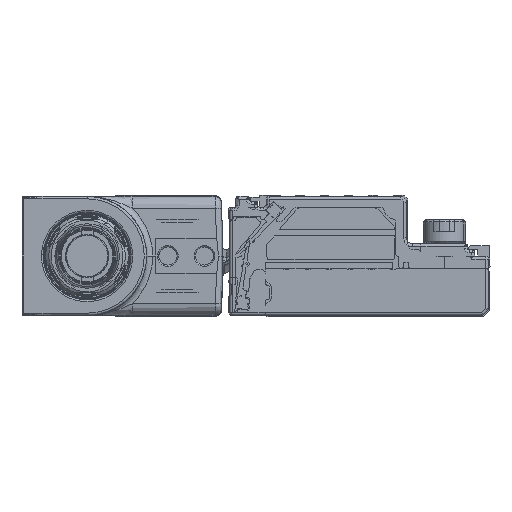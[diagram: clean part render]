
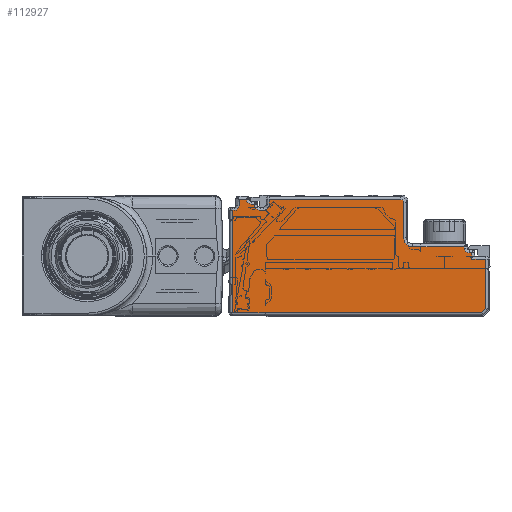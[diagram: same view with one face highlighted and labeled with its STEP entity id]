
A CAD part, left-side view. The second image highlights one B-rep face of the part: STEP entity #112927.
In plain terms, the highlighted planar face has unit normal (-1, 0, 0).
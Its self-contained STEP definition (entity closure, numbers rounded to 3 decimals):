
#112734=AXIS2_PLACEMENT_3D('Circle Axis2P3D',#112732,#112733,$) ;
#112747=AXIS2_PLACEMENT_3D('Plane Axis2P3D',#112744,#112745,#112746) ;
#112767=AXIS2_PLACEMENT_3D('Circle Axis2P3D',#112765,#112766,$) ;
#112786=AXIS2_PLACEMENT_3D('Circle Axis2P3D',#112784,#112785,$) ;
#112807=AXIS2_PLACEMENT_3D('Circle Axis2P3D',#112805,#112806,$) ;
#112821=AXIS2_PLACEMENT_3D('Circle Axis2P3D',#112819,#112820,$) ;
#112835=AXIS2_PLACEMENT_3D('Circle Axis2P3D',#112833,#112834,$) ;
#112856=AXIS2_PLACEMENT_3D('Circle Axis2P3D',#112854,#112855,$) ;
#112383=CARTESIAN_POINT('Vertex',(-978.,4.2,3.5)) ;
#112390=CARTESIAN_POINT('Vertex',(-978.,12.7,3.5)) ;
#112393=CARTESIAN_POINT('Line Origine',(-978.,21.5,3.5)) ;
#112729=CARTESIAN_POINT('Vertex',(-978.,14.2,5.)) ;
#112732=CARTESIAN_POINT('Axis2P3D Location',(-978.,12.7,5.)) ;
#112744=CARTESIAN_POINT('Axis2P3D Location',(-978.,0.2,-7.8)) ;
#112749=CARTESIAN_POINT('Line Origine',(-978.,3.,2.)) ;
#112753=CARTESIAN_POINT('Vertex',(-978.,3.,1.5)) ;
#112755=CARTESIAN_POINT('Vertex',(-978.,3.,2.5)) ;
#112758=CARTESIAN_POINT('Line Origine',(-978.,3.2,2.5)) ;
#112762=CARTESIAN_POINT('Vertex',(-978.,3.4,2.5)) ;
#112765=CARTESIAN_POINT('Axis2P3D Location',(-978.,3.4,3.3)) ;
#112769=CARTESIAN_POINT('Vertex',(-978.,4.2,3.3)) ;
#112772=CARTESIAN_POINT('Line Origine',(-978.,4.2,3.4)) ;
#112777=CARTESIAN_POINT('Line Origine',(-978.,14.2,7.9)) ;
#112781=CARTESIAN_POINT('Vertex',(-978.,14.2,10.8)) ;
#112784=CARTESIAN_POINT('Axis2P3D Location',(-978.,14.7,10.8)) ;
#112788=CARTESIAN_POINT('Vertex',(-978.,14.7,11.3)) ;
#112791=CARTESIAN_POINT('Line Origine',(-978.,25.5,11.3)) ;
#112795=CARTESIAN_POINT('Vertex',(-978.,36.3,11.3)) ;
#112798=CARTESIAN_POINT('Line Origine',(-978.,36.3,10.9)) ;
#112802=CARTESIAN_POINT('Vertex',(-978.,36.3,10.5)) ;
#112805=CARTESIAN_POINT('Axis2P3D Location',(-978.,37.3,10.5)) ;
#112809=CARTESIAN_POINT('Vertex',(-978.,37.3,9.5)) ;
#112812=CARTESIAN_POINT('Line Origine',(-978.,37.55,9.5)) ;
#112816=CARTESIAN_POINT('Vertex',(-978.,37.8,9.5)) ;
#112819=CARTESIAN_POINT('Axis2P3D Location',(-978.,37.8,10.5)) ;
#112823=CARTESIAN_POINT('Vertex',(-978.,38.8,10.5)) ;
#112826=CARTESIAN_POINT('Line Origine',(-978.,39.05,10.5)) ;
#112830=CARTESIAN_POINT('Vertex',(-978.,39.3,10.5)) ;
#112833=CARTESIAN_POINT('Axis2P3D Location',(-978.,39.3,11.3)) ;
#112837=CARTESIAN_POINT('Vertex',(-978.,40.1,11.3)) ;
#112840=CARTESIAN_POINT('Line Origine',(-978.,40.7,11.3)) ;
#112844=CARTESIAN_POINT('Vertex',(-978.,41.3,11.3)) ;
#112847=CARTESIAN_POINT('Line Origine',(-978.,41.3,10.8)) ;
#112851=CARTESIAN_POINT('Vertex',(-978.,41.3,10.3)) ;
#112854=CARTESIAN_POINT('Axis2P3D Location',(-978.,42.1,10.3)) ;
#112858=CARTESIAN_POINT('Vertex',(-978.,42.1,9.5)) ;
#112861=CARTESIAN_POINT('Line Origine',(-978.,42.2,9.5)) ;
#112865=CARTESIAN_POINT('Vertex',(-978.,42.3,9.5)) ;
#112868=CARTESIAN_POINT('Line Origine',(-978.,42.3,1.1)) ;
#112872=CARTESIAN_POINT('Vertex',(-978.,42.3,-7.3)) ;
#112875=CARTESIAN_POINT('Line Origine',(-978.,21.854,-7.3)) ;
#112879=CARTESIAN_POINT('Vertex',(-978.,1.407,-7.3)) ;
#112882=CARTESIAN_POINT('Line Origine',(-978.,1.054,-6.946)) ;
#112886=CARTESIAN_POINT('Vertex',(-978.,0.7,-6.593)) ;
#112889=CARTESIAN_POINT('Line Origine',(-978.,0.7,-2.546)) ;
#112893=CARTESIAN_POINT('Vertex',(-978.,0.7,1.5)) ;
#112896=CARTESIAN_POINT('Line Origine',(-978.,1.85,1.5)) ;
#112394=DIRECTION('Vector Direction',(0.,-1.,0.)) ;
#112733=DIRECTION('Axis2P3D Direction',(1.,0.,0.)) ;
#112745=DIRECTION('Axis2P3D Direction',(-1.,0.,0.)) ;
#112746=DIRECTION('Axis2P3D XDirection',(0.,0.,1.)) ;
#112750=DIRECTION('Vector Direction',(0.,0.,1.)) ;
#112759=DIRECTION('Vector Direction',(0.,1.,0.)) ;
#112766=DIRECTION('Axis2P3D Direction',(-1.,0.,0.)) ;
#112773=DIRECTION('Vector Direction',(0.,0.,-1.)) ;
#112778=DIRECTION('Vector Direction',(0.,0.,1.)) ;
#112785=DIRECTION('Axis2P3D Direction',(-1.,0.,0.)) ;
#112792=DIRECTION('Vector Direction',(0.,1.,0.)) ;
#112799=DIRECTION('Vector Direction',(0.,0.,-1.)) ;
#112806=DIRECTION('Axis2P3D Direction',(-1.,0.,0.)) ;
#112813=DIRECTION('Vector Direction',(0.,1.,0.)) ;
#112820=DIRECTION('Axis2P3D Direction',(-1.,0.,0.)) ;
#112827=DIRECTION('Vector Direction',(0.,-1.,0.)) ;
#112834=DIRECTION('Axis2P3D Direction',(-1.,0.,0.)) ;
#112841=DIRECTION('Vector Direction',(0.,1.,0.)) ;
#112848=DIRECTION('Vector Direction',(0.,0.,-1.)) ;
#112855=DIRECTION('Axis2P3D Direction',(-1.,0.,0.)) ;
#112862=DIRECTION('Vector Direction',(0.,1.,0.)) ;
#112869=DIRECTION('Vector Direction',(0.,0.,-1.)) ;
#112876=DIRECTION('Vector Direction',(0.,-1.,0.)) ;
#112883=DIRECTION('Vector Direction',(0.,-0.707,0.707)) ;
#112890=DIRECTION('Vector Direction',(0.,0.,1.)) ;
#112897=DIRECTION('Vector Direction',(0.,1.,0.)) ;
#112395=VECTOR('Line Direction',#112394,1.) ;
#112751=VECTOR('Line Direction',#112750,1.) ;
#112760=VECTOR('Line Direction',#112759,1.) ;
#112774=VECTOR('Line Direction',#112773,1.) ;
#112779=VECTOR('Line Direction',#112778,1.) ;
#112793=VECTOR('Line Direction',#112792,1.) ;
#112800=VECTOR('Line Direction',#112799,1.) ;
#112814=VECTOR('Line Direction',#112813,1.) ;
#112828=VECTOR('Line Direction',#112827,1.) ;
#112842=VECTOR('Line Direction',#112841,1.) ;
#112849=VECTOR('Line Direction',#112848,1.) ;
#112863=VECTOR('Line Direction',#112862,1.) ;
#112870=VECTOR('Line Direction',#112869,1.) ;
#112877=VECTOR('Line Direction',#112876,1.) ;
#112884=VECTOR('Line Direction',#112883,1.) ;
#112891=VECTOR('Line Direction',#112890,1.) ;
#112898=VECTOR('Line Direction',#112897,1.) ;
#112902=ORIENTED_EDGE('',*,*,#112757,.T.) ;
#112903=ORIENTED_EDGE('',*,*,#112764,.T.) ;
#112904=ORIENTED_EDGE('',*,*,#112771,.T.) ;
#112905=ORIENTED_EDGE('',*,*,#112776,.T.) ;
#112906=ORIENTED_EDGE('',*,*,#112397,.T.) ;
#112907=ORIENTED_EDGE('',*,*,#112736,.T.) ;
#112908=ORIENTED_EDGE('',*,*,#112783,.T.) ;
#112909=ORIENTED_EDGE('',*,*,#112790,.T.) ;
#112910=ORIENTED_EDGE('',*,*,#112797,.T.) ;
#112911=ORIENTED_EDGE('',*,*,#112804,.T.) ;
#112912=ORIENTED_EDGE('',*,*,#112811,.T.) ;
#112913=ORIENTED_EDGE('',*,*,#112818,.T.) ;
#112914=ORIENTED_EDGE('',*,*,#112825,.T.) ;
#112915=ORIENTED_EDGE('',*,*,#112832,.T.) ;
#112916=ORIENTED_EDGE('',*,*,#112839,.T.) ;
#112917=ORIENTED_EDGE('',*,*,#112846,.T.) ;
#112918=ORIENTED_EDGE('',*,*,#112853,.T.) ;
#112919=ORIENTED_EDGE('',*,*,#112860,.T.) ;
#112920=ORIENTED_EDGE('',*,*,#112867,.T.) ;
#112921=ORIENTED_EDGE('',*,*,#112874,.T.) ;
#112922=ORIENTED_EDGE('',*,*,#112881,.T.) ;
#112923=ORIENTED_EDGE('',*,*,#112888,.T.) ;
#112924=ORIENTED_EDGE('',*,*,#112895,.T.) ;
#112925=ORIENTED_EDGE('',*,*,#112900,.T.) ;
#112927=ADVANCED_FACE('Brep With Voids',(#112926),#112748,.T.) ;
#112735=CIRCLE('generated circle',#112734,1.5) ;
#112768=CIRCLE('generated circle',#112767,0.8) ;
#112787=CIRCLE('generated circle',#112786,0.5) ;
#112808=CIRCLE('generated circle',#112807,1.) ;
#112822=CIRCLE('generated circle',#112821,1.) ;
#112836=CIRCLE('generated circle',#112835,0.8) ;
#112857=CIRCLE('generated circle',#112856,0.8) ;
#112397=EDGE_CURVE('',#112384,#112391,#112396,.F.) ;
#112736=EDGE_CURVE('',#112391,#112730,#112735,.T.) ;
#112757=EDGE_CURVE('',#112754,#112756,#112752,.T.) ;
#112764=EDGE_CURVE('',#112756,#112763,#112761,.T.) ;
#112771=EDGE_CURVE('',#112763,#112770,#112768,.F.) ;
#112776=EDGE_CURVE('',#112770,#112384,#112775,.F.) ;
#112783=EDGE_CURVE('',#112730,#112782,#112780,.T.) ;
#112790=EDGE_CURVE('',#112782,#112789,#112787,.T.) ;
#112797=EDGE_CURVE('',#112789,#112796,#112794,.T.) ;
#112804=EDGE_CURVE('',#112796,#112803,#112801,.T.) ;
#112811=EDGE_CURVE('',#112803,#112810,#112808,.F.) ;
#112818=EDGE_CURVE('',#112810,#112817,#112815,.T.) ;
#112825=EDGE_CURVE('',#112817,#112824,#112822,.F.) ;
#112832=EDGE_CURVE('',#112824,#112831,#112829,.F.) ;
#112839=EDGE_CURVE('',#112831,#112838,#112836,.F.) ;
#112846=EDGE_CURVE('',#112838,#112845,#112843,.T.) ;
#112853=EDGE_CURVE('',#112845,#112852,#112850,.T.) ;
#112860=EDGE_CURVE('',#112852,#112859,#112857,.F.) ;
#112867=EDGE_CURVE('',#112859,#112866,#112864,.T.) ;
#112874=EDGE_CURVE('',#112866,#112873,#112871,.T.) ;
#112881=EDGE_CURVE('',#112873,#112880,#112878,.T.) ;
#112888=EDGE_CURVE('',#112880,#112887,#112885,.T.) ;
#112895=EDGE_CURVE('',#112887,#112894,#112892,.T.) ;
#112900=EDGE_CURVE('',#112894,#112754,#112899,.T.) ;
#112901=EDGE_LOOP('',(#112902,#112903,#112904,#112905,#112906,#112907,#112908,#112909,#112910,#112911,#112912,#112913,#112914,#112915,#112916,#112917,#112918,#112919,#112920,#112921,#112922,#112923,#112924,#112925)) ;
#112926=FACE_OUTER_BOUND('',#112901,.T.) ;
#112396=LINE('Line',#112393,#112395) ;
#112752=LINE('Line',#112749,#112751) ;
#112761=LINE('Line',#112758,#112760) ;
#112775=LINE('Line',#112772,#112774) ;
#112780=LINE('Line',#112777,#112779) ;
#112794=LINE('Line',#112791,#112793) ;
#112801=LINE('Line',#112798,#112800) ;
#112815=LINE('Line',#112812,#112814) ;
#112829=LINE('Line',#112826,#112828) ;
#112843=LINE('Line',#112840,#112842) ;
#112850=LINE('Line',#112847,#112849) ;
#112864=LINE('Line',#112861,#112863) ;
#112871=LINE('Line',#112868,#112870) ;
#112878=LINE('Line',#112875,#112877) ;
#112885=LINE('Line',#112882,#112884) ;
#112892=LINE('Line',#112889,#112891) ;
#112899=LINE('Line',#112896,#112898) ;
#112748=PLANE('',#112747) ;
#112384=VERTEX_POINT('',#112383) ;
#112391=VERTEX_POINT('',#112390) ;
#112730=VERTEX_POINT('',#112729) ;
#112754=VERTEX_POINT('',#112753) ;
#112756=VERTEX_POINT('',#112755) ;
#112763=VERTEX_POINT('',#112762) ;
#112770=VERTEX_POINT('',#112769) ;
#112782=VERTEX_POINT('',#112781) ;
#112789=VERTEX_POINT('',#112788) ;
#112796=VERTEX_POINT('',#112795) ;
#112803=VERTEX_POINT('',#112802) ;
#112810=VERTEX_POINT('',#112809) ;
#112817=VERTEX_POINT('',#112816) ;
#112824=VERTEX_POINT('',#112823) ;
#112831=VERTEX_POINT('',#112830) ;
#112838=VERTEX_POINT('',#112837) ;
#112845=VERTEX_POINT('',#112844) ;
#112852=VERTEX_POINT('',#112851) ;
#112859=VERTEX_POINT('',#112858) ;
#112866=VERTEX_POINT('',#112865) ;
#112873=VERTEX_POINT('',#112872) ;
#112880=VERTEX_POINT('',#112879) ;
#112887=VERTEX_POINT('',#112886) ;
#112894=VERTEX_POINT('',#112893) ;
